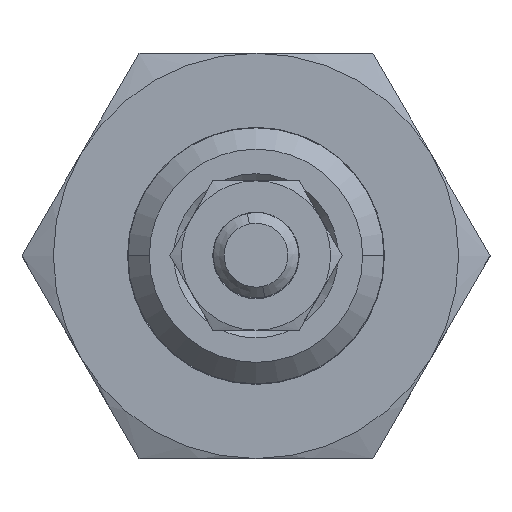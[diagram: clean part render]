
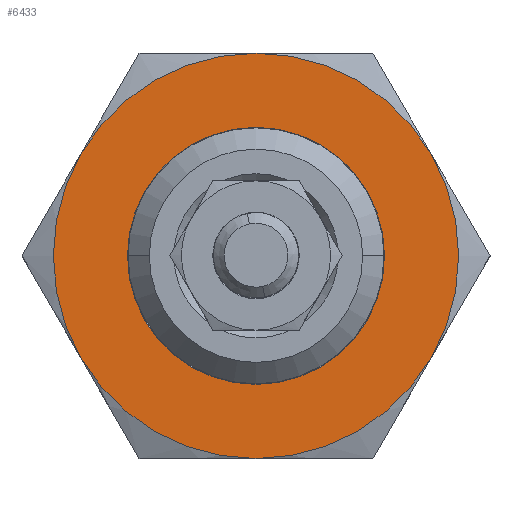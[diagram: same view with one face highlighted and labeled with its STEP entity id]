
A CAD part, top view. The second image highlights one B-rep face of the part: STEP entity #6433.
In plain terms, the highlighted planar face has unit normal (0, 0, 1).
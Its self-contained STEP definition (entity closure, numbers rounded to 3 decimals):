
#123 = DIRECTION ( 'NONE',  ( 0.866, -0.5, 0. ) ) ;
#216 = EDGE_CURVE ( 'NONE', #9563, #8831, #4220, .T. ) ;
#534 = DIRECTION ( 'NONE',  ( 0., 0., -1. ) ) ;
#597 = CIRCLE ( 'NONE', #9063, 9.5 ) ;
#612 = DIRECTION ( 'NONE',  ( 0., 0., -1. ) ) ;
#729 = EDGE_CURVE ( 'NONE', #9288, #10634, #2579, .T. ) ;
#781 = CARTESIAN_POINT ( 'NONE',  ( -8.227, 4.75, 155. ) ) ;
#922 = EDGE_LOOP ( 'NONE', ( #8850, #8882 ) ) ;
#1340 = DIRECTION ( 'NONE',  ( 0.866, -0.5, 0. ) ) ;
#1502 = EDGE_CURVE ( 'NONE', #4606, #9563, #7180, .T. ) ;
#1943 = DIRECTION ( 'NONE',  ( 0., 0., -1. ) ) ;
#2048 = CARTESIAN_POINT ( 'NONE',  ( 0., 0., 155. ) ) ;
#2481 = DIRECTION ( 'NONE',  ( 0.866, -0.5, 0. ) ) ;
#2572 = DIRECTION ( 'NONE',  ( 0.866, -0.5, 0. ) ) ;
#2579 = CIRCLE ( 'NONE', #11407, 6.025 ) ;
#2599 = CARTESIAN_POINT ( 'NONE',  ( 0., 0., 155. ) ) ;
#2617 = EDGE_LOOP ( 'NONE', ( #5079, #8637, #8686, #2855, #3644, #11174 ) ) ;
#2804 = FACE_OUTER_BOUND ( 'NONE', #2617, .T. ) ;
#2855 = ORIENTED_EDGE ( 'NONE', *, *, #2890, .F. ) ;
#2890 = EDGE_CURVE ( 'NONE', #9594, #5470, #597, .T. ) ;
#3218 = CARTESIAN_POINT ( 'NONE',  ( 0., 0., 155. ) ) ;
#3635 = AXIS2_PLACEMENT_3D ( 'NONE', #2048, #1943, #3843 ) ;
#3644 = ORIENTED_EDGE ( 'NONE', *, *, #10663, .F. ) ;
#3843 = DIRECTION ( 'NONE',  ( 0.866, -0.5, 0. ) ) ;
#3914 = VERTEX_POINT ( 'NONE', #11279 ) ;
#3915 = CARTESIAN_POINT ( 'NONE',  ( 5.218, -3.013, 155. ) ) ;
#4220 = CIRCLE ( 'NONE', #8070, 9.5 ) ;
#4415 = CARTESIAN_POINT ( 'NONE',  ( 0., 0., 155. ) ) ;
#4570 = EDGE_CURVE ( 'NONE', #10634, #9288, #8147, .T. ) ;
#4606 = VERTEX_POINT ( 'NONE', #11066 ) ;
#4625 = DIRECTION ( 'NONE',  ( 0., 0., -1. ) ) ;
#5079 = ORIENTED_EDGE ( 'NONE', *, *, #216, .F. ) ;
#5470 = VERTEX_POINT ( 'NONE', #10063 ) ;
#5661 = DIRECTION ( 'NONE',  ( 0., 0., -1. ) ) ;
#5780 = DIRECTION ( 'NONE',  ( 0., 0., -1. ) ) ;
#5908 = CARTESIAN_POINT ( 'NONE',  ( 8.227, -4.75, 155. ) ) ;
#5926 = DIRECTION ( 'NONE',  ( 0., 0., -1. ) ) ;
#5942 = AXIS2_PLACEMENT_3D ( 'NONE', #6733, #5926, #2481 ) ;
#6433 = ADVANCED_FACE ( 'NONE', ( #9082, #2804 ), #10767, .F. ) ;
#6525 = DIRECTION ( 'NONE',  ( 0.866, -0.5, 0. ) ) ;
#6733 = CARTESIAN_POINT ( 'NONE',  ( 0., 0., 155. ) ) ;
#7180 = CIRCLE ( 'NONE', #8668, 9.5 ) ;
#7639 = DIRECTION ( 'NONE',  ( 0.866, -0.5, 0. ) ) ;
#8070 = AXIS2_PLACEMENT_3D ( 'NONE', #2599, #8824, #11314 ) ;
#8143 = CIRCLE ( 'NONE', #9455, 9.5 ) ;
#8147 = CIRCLE ( 'NONE', #5942, 6.025 ) ;
#8557 = CIRCLE ( 'NONE', #9662, 9.5 ) ;
#8637 = ORIENTED_EDGE ( 'NONE', *, *, #1502, .F. ) ;
#8668 = AXIS2_PLACEMENT_3D ( 'NONE', #9939, #5661, #1340 ) ;
#8686 = ORIENTED_EDGE ( 'NONE', *, *, #9803, .F. ) ;
#8824 = DIRECTION ( 'NONE',  ( 0., 0., -1. ) ) ;
#8831 = VERTEX_POINT ( 'NONE', #9697 ) ;
#8850 = ORIENTED_EDGE ( 'NONE', *, *, #729, .T. ) ;
#8882 = ORIENTED_EDGE ( 'NONE', *, *, #4570, .T. ) ;
#9063 = AXIS2_PLACEMENT_3D ( 'NONE', #9816, #4625, #123 ) ;
#9082 = FACE_BOUND ( 'NONE', #922, .T. ) ;
#9098 = CIRCLE ( 'NONE', #10022, 9.5 ) ;
#9288 = VERTEX_POINT ( 'NONE', #10772 ) ;
#9455 = AXIS2_PLACEMENT_3D ( 'NONE', #11089, #5780, #11032 ) ;
#9563 = VERTEX_POINT ( 'NONE', #5908 ) ;
#9594 = VERTEX_POINT ( 'NONE', #781 ) ;
#9662 = AXIS2_PLACEMENT_3D ( 'NONE', #10920, #534, #6525 ) ;
#9664 = DIRECTION ( 'NONE',  ( 0., 0., -1. ) ) ;
#9697 = CARTESIAN_POINT ( 'NONE',  ( 0., -9.5, 155. ) ) ;
#9803 = EDGE_CURVE ( 'NONE', #5470, #4606, #8143, .T. ) ;
#9816 = CARTESIAN_POINT ( 'NONE',  ( 0., 0., 155. ) ) ;
#9939 = CARTESIAN_POINT ( 'NONE',  ( 0., 0., 155. ) ) ;
#10022 = AXIS2_PLACEMENT_3D ( 'NONE', #4415, #9664, #2572 ) ;
#10063 = CARTESIAN_POINT ( 'NONE',  ( 0., 9.5, 155. ) ) ;
#10634 = VERTEX_POINT ( 'NONE', #3915 ) ;
#10663 = EDGE_CURVE ( 'NONE', #3914, #9594, #9098, .T. ) ;
#10767 = PLANE ( 'NONE',  #3635 ) ;
#10772 = CARTESIAN_POINT ( 'NONE',  ( -5.218, 3.013, 155. ) ) ;
#10920 = CARTESIAN_POINT ( 'NONE',  ( 0., 0., 155. ) ) ;
#10967 = EDGE_CURVE ( 'NONE', #8831, #3914, #8557, .T. ) ;
#11032 = DIRECTION ( 'NONE',  ( 0.866, -0.5, 0. ) ) ;
#11066 = CARTESIAN_POINT ( 'NONE',  ( 8.227, 4.75, 155. ) ) ;
#11089 = CARTESIAN_POINT ( 'NONE',  ( 0., 0., 155. ) ) ;
#11174 = ORIENTED_EDGE ( 'NONE', *, *, #10967, .F. ) ;
#11279 = CARTESIAN_POINT ( 'NONE',  ( -8.227, -4.75, 155. ) ) ;
#11314 = DIRECTION ( 'NONE',  ( 0.866, -0.5, 0. ) ) ;
#11407 = AXIS2_PLACEMENT_3D ( 'NONE', #3218, #612, #7639 ) ;
